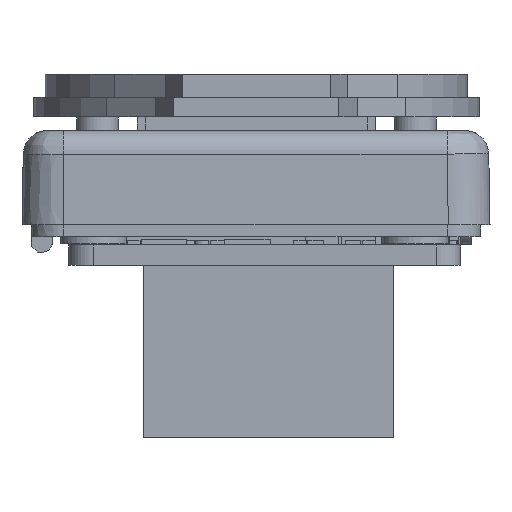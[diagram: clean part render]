
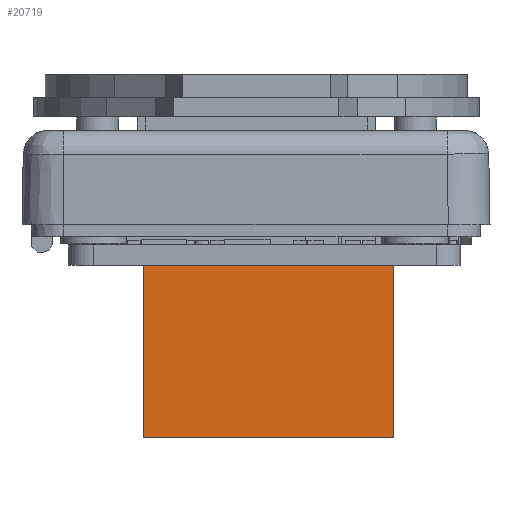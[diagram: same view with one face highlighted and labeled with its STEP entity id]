
A CAD part, front view. The second image highlights one B-rep face of the part: STEP entity #20719.
In plain terms, the highlighted planar face has unit normal (0, -1, 0).
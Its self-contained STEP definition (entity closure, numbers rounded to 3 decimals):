
#827=FACE_OUTER_BOUND('',#2237,.T.);
#2237=EDGE_LOOP('',(#16016,#16017,#16018,#16019));
#4718=LINE('',#34040,#7229);
#4758=LINE('',#34120,#7269);
#4759=LINE('',#34122,#7270);
#4760=LINE('',#34123,#7271);
#7229=VECTOR('',#25425,21.);
#7269=VECTOR('',#25539,14.5);
#7270=VECTOR('',#25540,21.);
#7271=VECTOR('',#25541,14.5);
#9811=VERTEX_POINT('',#34038);
#9812=VERTEX_POINT('',#34039);
#9815=VERTEX_POINT('',#34119);
#9816=VERTEX_POINT('',#34121);
#12066=EDGE_CURVE('',#9811,#9812,#4718,.T.);
#12106=EDGE_CURVE('',#9815,#9811,#4758,.T.);
#12107=EDGE_CURVE('',#9815,#9816,#4759,.T.);
#12108=EDGE_CURVE('',#9816,#9812,#4760,.T.);
#16016=ORIENTED_EDGE('',*,*,#12066,.F.);
#16017=ORIENTED_EDGE('',*,*,#12106,.F.);
#16018=ORIENTED_EDGE('',*,*,#12107,.T.);
#16019=ORIENTED_EDGE('',*,*,#12108,.T.);
#19627=PLANE('',#22185);
#20719=ADVANCED_FACE('',(#827),#19627,.T.);
#22185=AXIS2_PLACEMENT_3D('',#34118,#25537,#25538);
#25425=DIRECTION('',(1.,0.,0.));
#25537=DIRECTION('center_axis',(0.,-1.,0.));
#25538=DIRECTION('ref_axis',(-1.,0.,0.));
#25539=DIRECTION('',(0.,0.,1.));
#25540=DIRECTION('',(1.,0.,0.));
#25541=DIRECTION('',(0.,0.,1.));
#34038=CARTESIAN_POINT('',(-26.613,19.253,-1.7));
#34039=CARTESIAN_POINT('',(-5.613,19.253,-1.7));
#34040=CARTESIAN_POINT('',(-26.613,19.253,-1.7));
#34118=CARTESIAN_POINT('Origin',(-5.613,19.253,-1.7));
#34119=CARTESIAN_POINT('',(-26.613,19.253,-16.2));
#34120=CARTESIAN_POINT('',(-26.613,19.253,-16.2));
#34121=CARTESIAN_POINT('',(-5.613,19.253,-16.2));
#34122=CARTESIAN_POINT('',(-26.613,19.253,-16.2));
#34123=CARTESIAN_POINT('',(-5.613,19.253,-16.2));
